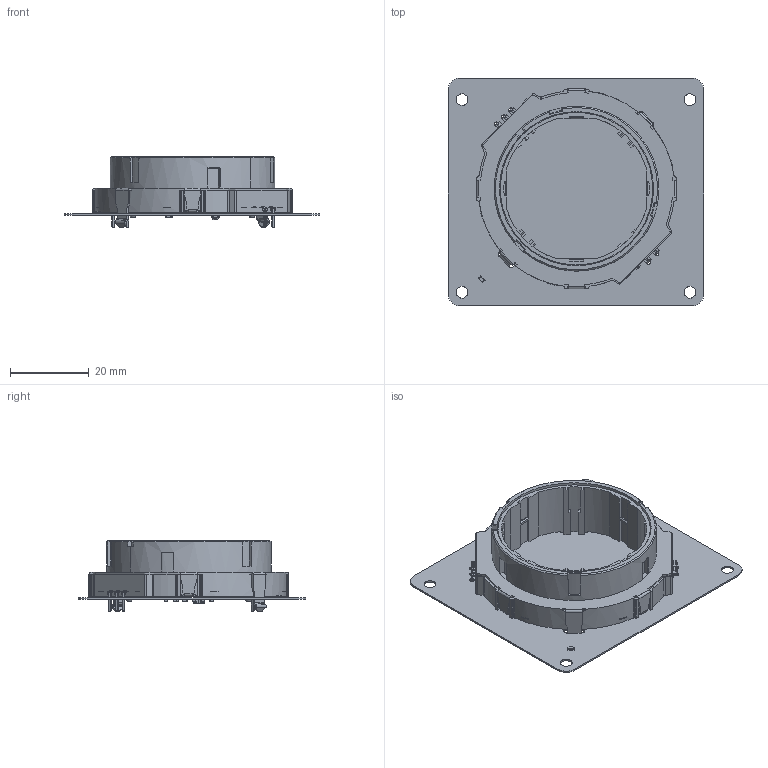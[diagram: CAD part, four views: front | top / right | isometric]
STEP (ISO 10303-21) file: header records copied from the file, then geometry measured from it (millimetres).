
FILE_DESCRIPTION(('Open CASCADE Model'),'2;1');
FILE_NAME('Open CASCADE Shape Model','2023-11-27T15:47:15',('Author'),( 'Open CASCADE'),'Open CASCADE STEP processor 7.5','Open CASCADE 7.5' ,'Unknown');
FILE_SCHEMA(('AUTOMOTIVE_DESIGN { 1 0 10303 214 1 1 1 1 }'));
Length unit declared in the file: millimetre
Products named in the file (24): PCB; Board; Open CASCADE STEP translator 7.5 6.1.1; R5; SW3DPS-RESISTOR 0603-DEFAULT; R4; R3; L1; User Library-LED_0603_R; User Library-LED_0603_R_Pocket002; User Library-LED_0603_R_Pad004; User Library-LED_0603_R_Fillet; User Library-LED_0603_R_Pocket001; User Library-LED_0603_R_Pad; TR1; User Library-SOT95P240X110-3M[SOT23-3_TO-236AB]; SW1; EC50A0920404; R8; R7; R2; R1; C2; C1
Assembly tree (31 placements, depth 4):
  PCB
    Board
      Open CASCADE STEP translator 7.5 6.1.1
    R5
      SW3DPS-RESISTOR 0603-DEFAULT
    R4
      SW3DPS-RESISTOR 0603-DEFAULT
    R3
      SW3DPS-RESISTOR 0603-DEFAULT
    L1
      User Library-LED_0603_R
        User Library-LED_0603_R_Pocket002
        User Library-LED_0603_R_Pad004
        User Library-LED_0603_R_Fillet
        User Library-LED_0603_R_Pocket001
        User Library-LED_0603_R_Pad
    TR1
      User Library-SOT95P240X110-3M[SOT23-3_TO-236AB]
    SW1
      EC50A0920404
    R8
      SW3DPS-RESISTOR 0603-DEFAULT
    R7
      SW3DPS-RESISTOR 0603-DEFAULT
    R2
      SW3DPS-RESISTOR 0603-DEFAULT
    R1
      SW3DPS-RESISTOR 0603-DEFAULT
    C2
      SW3DPS-RESISTOR 0603-DEFAULT
    C1
      SW3DPS-RESISTOR 0603-DEFAULT
Bounding box: 65 x 58.01 x 18 mm (x, y, z)
Volume: 9780.4 mm3; surface area: 14078.6 mm2
Topology: 16 solids, 17 shells, 1281 faces, 3398 edges, 2200 vertices
Faces by surface type: plane 782, cylinder 325, bspline 149, cone 9, sphere 8, revolution 5, torus 3
Full cylindrical faces by diameter (mm): 1.2 x5, 2.032 x2, 3 x4
Entity records: 49668 total; most frequent: CARTESIAN_POINT 14674, ORIENTED_EDGE 6202, DIRECTION 5284, EDGE_CURVE 3102, VERTEX_POINT 2008, LINE 1973, VECTOR 1973, AXIS2_PLACEMENT_3D 1653
